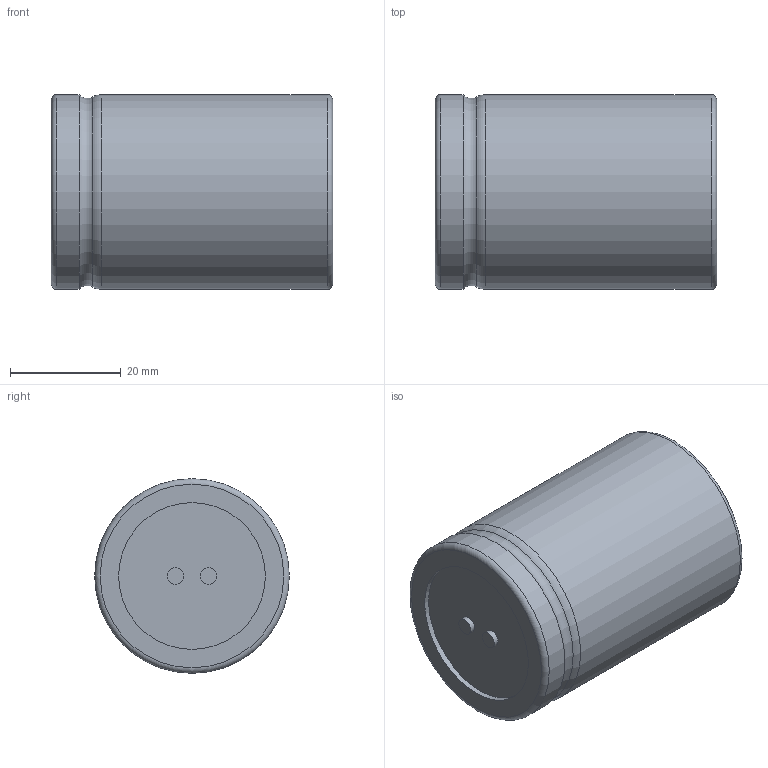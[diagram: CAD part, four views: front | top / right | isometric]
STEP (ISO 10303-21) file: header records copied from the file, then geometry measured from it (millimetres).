
FILE_DESCRIPTION(/* description */ (''),/* implementation_level */ '2;1');
FILE_NAME(/* name */ 'Capacitor_ipt_4c300526.STEP',/* time_stamp */ '2021-11-25T15:13:37-03:00',/* author */ ('Victor Sabino'),/* organization */ (''),/* preprocessor_version */ 'ST-DEVELOPER v18.1',/* originating_system */ 'Autodesk Inventor 2020',/* authorisation */ '');
FILE_SCHEMA (('AUTOMOTIVE_DESIGN { 1 0 10303 214 3 1 1 }'));
Length unit declared in the file: millimetre
Products named in the file (1): Capacitor
Bounding box: 50.8 x 35.15 x 35.15 mm (x, y, z)
Volume: 48440 mm3; surface area: 7600.2 mm2
Topology: 1 solids, 1 shells, 16 faces, 36 edges, 26 vertices
Faces by surface type: cylinder 6, plane 6, torus 4
Full cylindrical faces by diameter (mm): 3 x2, 23.5 x1, 26.5 x1, 35.15 x2
Entity records: 559 total; most frequent: DIRECTION 100, CARTESIAN_POINT 79, ORIENTED_EDGE 72, AXIS2_PLACEMENT_3D 47, EDGE_CURVE 36, CIRCLE 30, VERTEX_POINT 26, EDGE_LOOP 20
